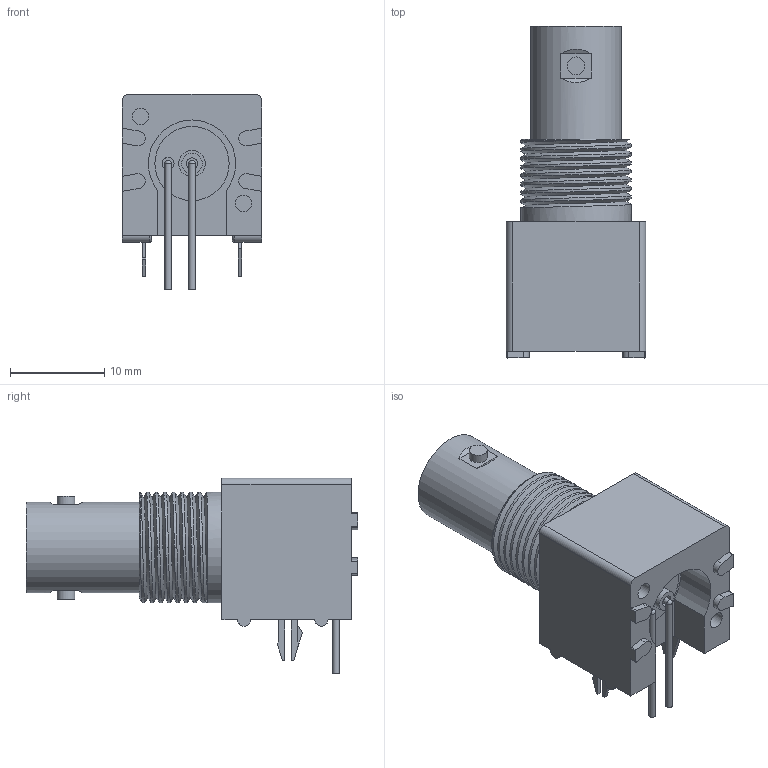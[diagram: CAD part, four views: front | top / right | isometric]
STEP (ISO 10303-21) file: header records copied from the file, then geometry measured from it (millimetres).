
FILE_DESCRIPTION(/* description */ ('STEP AP214'),/* implementation_level */ '2;1');
FILE_NAME(/* name */ 'BNC_3D.step',/* time_stamp */ '2025-07-04T20:38:36+09:00',/* author */ (''),/* organization */ (''),/* preprocessor_version */ 'ST-DEVELOPER v20.1',/* originating_system */ 'Autodesk Translation Framework v14.10.0.0',/* authorisation */ '');
FILE_SCHEMA (('AUTOMOTIVE_DESIGN { 1 0 10303 214 3 1 1 }'));
Length unit declared in the file: millimetre
Products named in the file (1): 73100-0131
Bounding box: 14.76 x 35.18 x 20.73 mm (x, y, z)
Volume: 3942.7 mm3; surface area: 3266.5 mm2
Topology: 12 solids, 12 shells, 149 faces, 345 edges, 229 vertices
Faces by surface type: plane 90, cylinder 48, torus 5, cone 2, bspline 2, sphere 2
Full cylindrical faces by diameter (mm): 0.7 x4, 1.2 x1, 1.27 x1, 1.37 x1, 1.75 x2, 1.9 x2, 2.06 x2, 2.2 x1, 2.8 x1, 4.72 x2, 7.87 x1, 8.1 x1, 9.6 x1, 11.7 x8
Entity records: 5596 total; most frequent: CARTESIAN_POINT 2070, DIRECTION 725, ORIENTED_EDGE 690, EDGE_CURVE 345, AXIS2_PLACEMENT_3D 255, VERTEX_POINT 229, LINE 215, VECTOR 215
